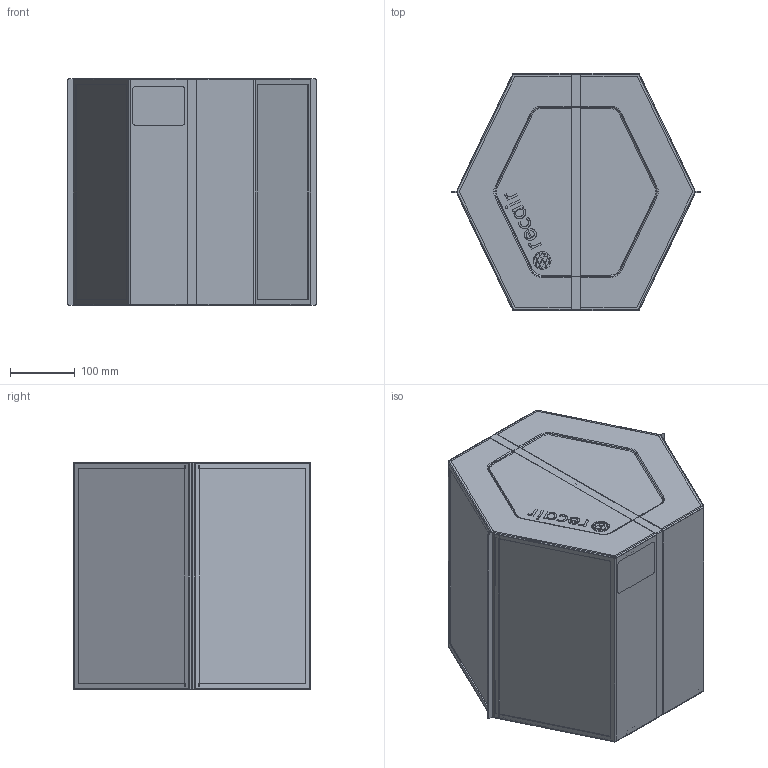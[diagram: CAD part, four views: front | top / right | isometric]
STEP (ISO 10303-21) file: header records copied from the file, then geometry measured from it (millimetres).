
FILE_DESCRIPTION(/* description */ (''),/* implementation_level */ '2;1');
FILE_NAME(/* name */ 'RS160ND - H100-H500 MN.stp',/* time_stamp */ '2019-04-04T14:56:46+02:00',/* author */ ('marcl'),/* organization */ (''),/* preprocessor_version */ 'ST-DEVELOPER v17.2',/* originating_system */ 'Autodesk Inventor 2019',/* authorisation */ '');
FILE_SCHEMA (('AUTOMOTIVE_DESIGN { 1 0 10303 214 3 1 1 }'));
Products named in the file (1): RS160ND - H100-H500 MN
Bounding box: 386 x 366.05 x 350 mm (x, y, z)
Volume: 34839512.1 mm3; surface area: 1208673.1 mm2
Topology: 1 solids, 75 shells, 2271 faces, 6076 edges, 3972 vertices
Faces by surface type: plane 1321, bspline 410, cylinder 274, cone 242, torus 24
Full cylindrical faces by diameter (mm): 27.861 x2
Entity records: 83298 total; most frequent: CARTESIAN_POINT 26174, ORIENTED_EDGE 12136, DIRECTION 10164, EDGE_CURVE 6068, LINE 4168, VECTOR 4168, VERTEX_POINT 3972, AXIS2_PLACEMENT_3D 2998
